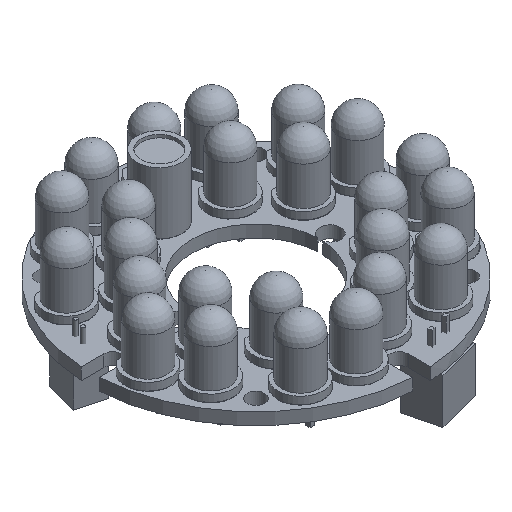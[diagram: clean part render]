
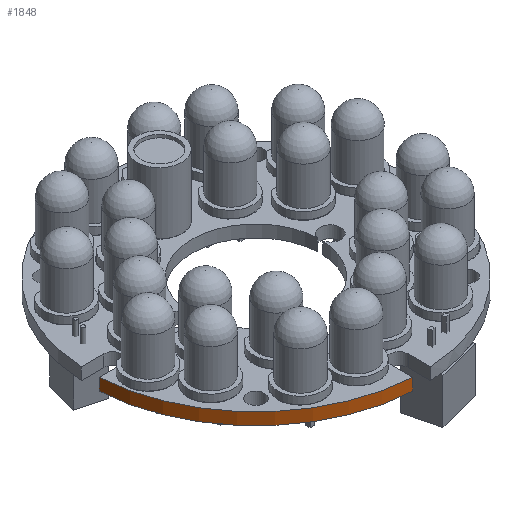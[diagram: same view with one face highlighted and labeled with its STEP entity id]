
A CAD part, isometric view. The second image highlights one B-rep face of the part: STEP entity #1848.
In plain terms, the highlighted cylindrical face has radius 22 mm (diameter 44 mm), a partial arc.
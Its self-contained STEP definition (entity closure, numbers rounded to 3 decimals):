
#342 = VERTEX_POINT('',#343);
#343 = CARTESIAN_POINT('',(-21.967,-1.2,0.));
#349 = EDGE_CURVE('',#342,#350,#352,.T.);
#350 = VERTEX_POINT('',#351);
#351 = CARTESIAN_POINT('',(-1.2,-21.967,0.));
#352 = CIRCLE('',#353,22.);
#353 = AXIS2_PLACEMENT_3D('',#354,#355,#356);
#354 = CARTESIAN_POINT('',(0.,0.,0.));
#355 = DIRECTION('',(0.,0.,1.));
#356 = DIRECTION('',(1.,0.,-0.));
#958 = VERTEX_POINT('',#959);
#959 = CARTESIAN_POINT('',(-21.967,-1.2,1.6));
#965 = EDGE_CURVE('',#958,#966,#968,.T.);
#966 = VERTEX_POINT('',#967);
#967 = CARTESIAN_POINT('',(-1.2,-21.967,1.6));
#968 = CIRCLE('',#969,22.);
#969 = AXIS2_PLACEMENT_3D('',#970,#971,#972);
#970 = CARTESIAN_POINT('',(0.,0.,1.6));
#971 = DIRECTION('',(0.,0.,1.));
#972 = DIRECTION('',(1.,0.,-0.));
#1835 = EDGE_CURVE('',#350,#966,#1836,.T.);
#1836 = LINE('',#1837,#1838);
#1837 = CARTESIAN_POINT('',(-1.2,-21.967,0.));
#1838 = VECTOR('',#1839,1.);
#1839 = DIRECTION('',(0.,0.,1.));
#1848 = ADVANCED_FACE('',(#1849),#1860,.T.);
#1849 = FACE_BOUND('',#1850,.T.);
#1850 = EDGE_LOOP('',(#1851,#1852,#1853,#1854));
#1851 = ORIENTED_EDGE('',*,*,#349,.T.);
#1852 = ORIENTED_EDGE('',*,*,#1835,.T.);
#1853 = ORIENTED_EDGE('',*,*,#965,.F.);
#1854 = ORIENTED_EDGE('',*,*,#1855,.F.);
#1855 = EDGE_CURVE('',#342,#958,#1856,.T.);
#1856 = LINE('',#1857,#1858);
#1857 = CARTESIAN_POINT('',(-21.967,-1.2,0.));
#1858 = VECTOR('',#1859,1.);
#1859 = DIRECTION('',(0.,0.,1.));
#1860 = CYLINDRICAL_SURFACE('',#1861,22.);
#1861 = AXIS2_PLACEMENT_3D('',#1862,#1863,#1864);
#1862 = CARTESIAN_POINT('',(0.,0.,0.));
#1863 = DIRECTION('',(-0.,-0.,-1.));
#1864 = DIRECTION('',(1.,0.,0.));
